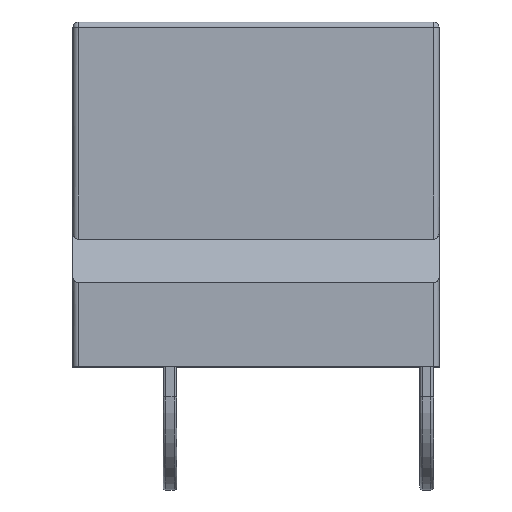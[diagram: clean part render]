
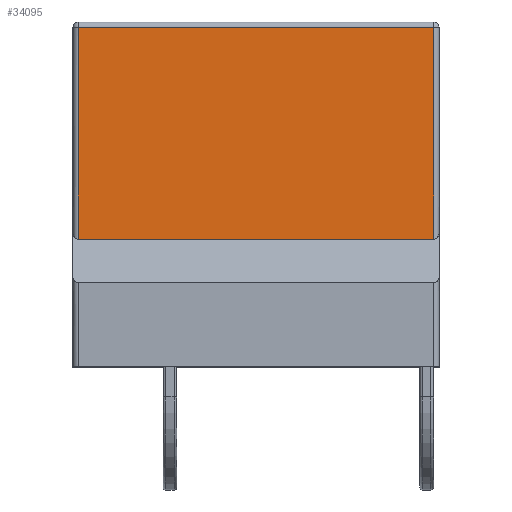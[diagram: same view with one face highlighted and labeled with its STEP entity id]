
A CAD part, top view. The second image highlights one B-rep face of the part: STEP entity #34095.
In plain terms, the highlighted planar face has unit normal (0, 0, 1).
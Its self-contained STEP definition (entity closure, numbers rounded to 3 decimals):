
#30707 = PLANE('',#30708);
#30708 = AXIS2_PLACEMENT_3D('',#30709,#30710,#30711);
#30709 = CARTESIAN_POINT('',(-82.5,-22.5,64.5));
#30710 = DIRECTION('',(0.,-0.707,-0.707));
#30711 = DIRECTION('',(-1.,0.,0.));
#30786 = CYLINDRICAL_SURFACE('',#30787,2.);
#30787 = AXIS2_PLACEMENT_3D('',#30788,#30789,#30790);
#30788 = CARTESIAN_POINT('',(-80.5,-14.5,54.5));
#30789 = DIRECTION('',(0.,1.,0.));
#30790 = DIRECTION('',(-1.,0.,0.));
#31330 = CYLINDRICAL_SURFACE('',#31331,2.);
#31331 = AXIS2_PLACEMENT_3D('',#31332,#31333,#31334);
#31332 = CARTESIAN_POINT('',(49.5,-14.5,54.5));
#31333 = DIRECTION('',(0.,1.,0.));
#31334 = DIRECTION('',(1.,0.,0.));
#32240 = CYLINDRICAL_SURFACE('',#32241,2.);
#32241 = AXIS2_PLACEMENT_3D('',#32242,#32243,#32244);
#32242 = CARTESIAN_POINT('',(-82.5,63.,54.5));
#32243 = DIRECTION('',(1.,0.,0.));
#32244 = DIRECTION('',(0.,1.,0.));
#33018 = VERTEX_POINT('',#33019);
#33019 = CARTESIAN_POINT('',(49.5,-14.5,56.5));
#33044 = EDGE_CURVE('',#33045,#33018,#33047,.T.);
#33045 = VERTEX_POINT('',#33046);
#33046 = CARTESIAN_POINT('',(-80.5,-14.5,56.5));
#33047 = SURFACE_CURVE('',#33048,(#33052,#33059),.PCURVE_S1.);
#33048 = LINE('',#33049,#33050);
#33049 = CARTESIAN_POINT('',(-82.5,-14.5,56.5));
#33050 = VECTOR('',#33051,1.);
#33051 = DIRECTION('',(1.,0.,0.));
#33052 = PCURVE('',#30707,#33053);
#33053 = DEFINITIONAL_REPRESENTATION('',(#33054),#33058);
#33054 = LINE('',#33055,#33056);
#33055 = CARTESIAN_POINT('',(0.,11.314));
#33056 = VECTOR('',#33057,1.);
#33057 = DIRECTION('',(-1.,0.));
#33058 = ( GEOMETRIC_REPRESENTATION_CONTEXT(2) 
PARAMETRIC_REPRESENTATION_CONTEXT() REPRESENTATION_CONTEXT('2D SPACE',''
  ) );
#33059 = PCURVE('',#33060,#33065);
#33060 = PLANE('',#33061);
#33061 = AXIS2_PLACEMENT_3D('',#33062,#33063,#33064);
#33062 = CARTESIAN_POINT('',(-82.5,-30.5,56.5));
#33063 = DIRECTION('',(0.,0.,1.));
#33064 = DIRECTION('',(0.,1.,0.));
#33065 = DEFINITIONAL_REPRESENTATION('',(#33066),#33070);
#33066 = LINE('',#33067,#33068);
#33067 = CARTESIAN_POINT('',(16.,0.));
#33068 = VECTOR('',#33069,1.);
#33069 = DIRECTION('',(0.,-1.));
#33070 = ( GEOMETRIC_REPRESENTATION_CONTEXT(2) 
PARAMETRIC_REPRESENTATION_CONTEXT() REPRESENTATION_CONTEXT('2D SPACE',''
  ) );
#33106 = EDGE_CURVE('',#33045,#33107,#33109,.T.);
#33107 = VERTEX_POINT('',#33108);
#33108 = CARTESIAN_POINT('',(-80.5,63.,56.5));
#33109 = SURFACE_CURVE('',#33110,(#33114,#33121),.PCURVE_S1.);
#33110 = LINE('',#33111,#33112);
#33111 = CARTESIAN_POINT('',(-80.5,-14.5,56.5));
#33112 = VECTOR('',#33113,1.);
#33113 = DIRECTION('',(0.,1.,0.));
#33114 = PCURVE('',#30786,#33115);
#33115 = DEFINITIONAL_REPRESENTATION('',(#33116),#33120);
#33116 = LINE('',#33117,#33118);
#33117 = CARTESIAN_POINT('',(1.571,0.));
#33118 = VECTOR('',#33119,1.);
#33119 = DIRECTION('',(0.,1.));
#33120 = ( GEOMETRIC_REPRESENTATION_CONTEXT(2) 
PARAMETRIC_REPRESENTATION_CONTEXT() REPRESENTATION_CONTEXT('2D SPACE',''
  ) );
#33121 = PCURVE('',#33060,#33122);
#33122 = DEFINITIONAL_REPRESENTATION('',(#33123),#33127);
#33123 = LINE('',#33124,#33125);
#33124 = CARTESIAN_POINT('',(16.,-2.));
#33125 = VECTOR('',#33126,1.);
#33126 = DIRECTION('',(1.,0.));
#33127 = ( GEOMETRIC_REPRESENTATION_CONTEXT(2) 
PARAMETRIC_REPRESENTATION_CONTEXT() REPRESENTATION_CONTEXT('2D SPACE',''
  ) );
#33481 = EDGE_CURVE('',#33018,#33482,#33484,.T.);
#33482 = VERTEX_POINT('',#33483);
#33483 = CARTESIAN_POINT('',(49.5,63.,56.5));
#33484 = SURFACE_CURVE('',#33485,(#33489,#33496),.PCURVE_S1.);
#33485 = LINE('',#33486,#33487);
#33486 = CARTESIAN_POINT('',(49.5,-14.5,56.5));
#33487 = VECTOR('',#33488,1.);
#33488 = DIRECTION('',(0.,1.,0.));
#33489 = PCURVE('',#31330,#33490);
#33490 = DEFINITIONAL_REPRESENTATION('',(#33491),#33495);
#33491 = LINE('',#33492,#33493);
#33492 = CARTESIAN_POINT('',(-1.571,0.));
#33493 = VECTOR('',#33494,1.);
#33494 = DIRECTION('',(-0.,1.));
#33495 = ( GEOMETRIC_REPRESENTATION_CONTEXT(2) 
PARAMETRIC_REPRESENTATION_CONTEXT() REPRESENTATION_CONTEXT('2D SPACE',''
  ) );
#33496 = PCURVE('',#33060,#33497);
#33497 = DEFINITIONAL_REPRESENTATION('',(#33498),#33502);
#33498 = LINE('',#33499,#33500);
#33499 = CARTESIAN_POINT('',(16.,-132.));
#33500 = VECTOR('',#33501,1.);
#33501 = DIRECTION('',(1.,0.));
#33502 = ( GEOMETRIC_REPRESENTATION_CONTEXT(2) 
PARAMETRIC_REPRESENTATION_CONTEXT() REPRESENTATION_CONTEXT('2D SPACE',''
  ) );
#33831 = EDGE_CURVE('',#33107,#33482,#33832,.T.);
#33832 = SURFACE_CURVE('',#33833,(#33837,#33844),.PCURVE_S1.);
#33833 = LINE('',#33834,#33835);
#33834 = CARTESIAN_POINT('',(-82.5,63.,56.5));
#33835 = VECTOR('',#33836,1.);
#33836 = DIRECTION('',(1.,0.,0.));
#33837 = PCURVE('',#32240,#33838);
#33838 = DEFINITIONAL_REPRESENTATION('',(#33839),#33843);
#33839 = LINE('',#33840,#33841);
#33840 = CARTESIAN_POINT('',(1.571,0.));
#33841 = VECTOR('',#33842,1.);
#33842 = DIRECTION('',(0.,1.));
#33843 = ( GEOMETRIC_REPRESENTATION_CONTEXT(2) 
PARAMETRIC_REPRESENTATION_CONTEXT() REPRESENTATION_CONTEXT('2D SPACE',''
  ) );
#33844 = PCURVE('',#33060,#33845);
#33845 = DEFINITIONAL_REPRESENTATION('',(#33846),#33850);
#33846 = LINE('',#33847,#33848);
#33847 = CARTESIAN_POINT('',(93.5,0.));
#33848 = VECTOR('',#33849,1.);
#33849 = DIRECTION('',(0.,-1.));
#33850 = ( GEOMETRIC_REPRESENTATION_CONTEXT(2) 
PARAMETRIC_REPRESENTATION_CONTEXT() REPRESENTATION_CONTEXT('2D SPACE',''
  ) );
#34095 = ADVANCED_FACE('',(#34096),#33060,.T.);
#34096 = FACE_BOUND('',#34097,.T.);
#34097 = EDGE_LOOP('',(#34098,#34099,#34100,#34101));
#34098 = ORIENTED_EDGE('',*,*,#33044,.T.);
#34099 = ORIENTED_EDGE('',*,*,#33481,.T.);
#34100 = ORIENTED_EDGE('',*,*,#33831,.F.);
#34101 = ORIENTED_EDGE('',*,*,#33106,.F.);
